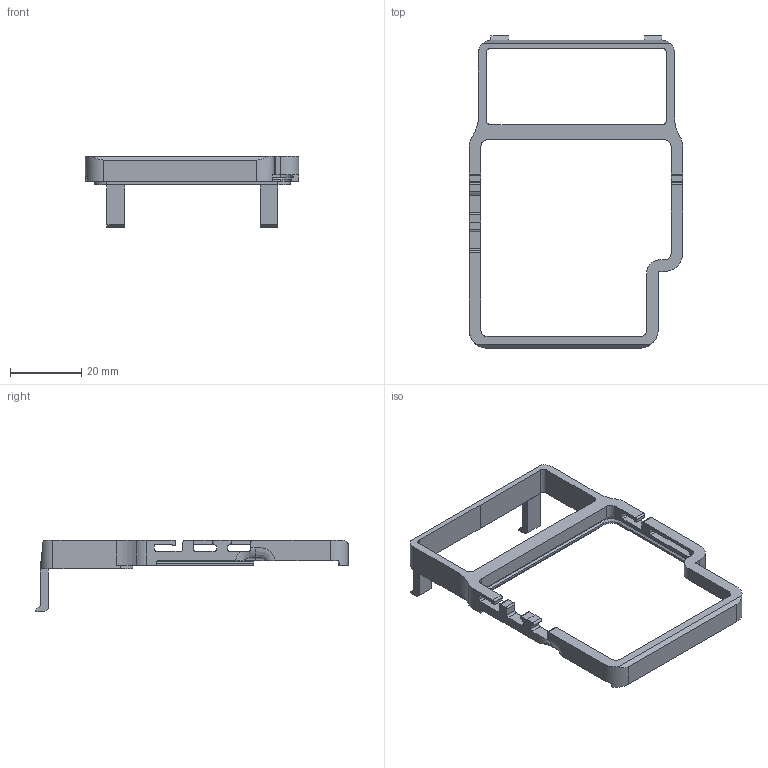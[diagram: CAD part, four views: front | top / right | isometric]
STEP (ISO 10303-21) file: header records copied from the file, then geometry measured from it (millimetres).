
FILE_DESCRIPTION(/* description */ (''),/* implementation_level */ '2;1');
FILE_NAME(/* name */ 'CLIP.step',/* time_stamp */ '2020-04-24T13:10:52+02:00',/* author */ (''),/* organization */ (''),/* preprocessor_version */ 'ST-DEVELOPER v18.1',/* originating_system */ 'Autodesk Translation Framework v9.2.0.1227',/* authorisation */ '');
FILE_SCHEMA (('AUTOMOTIVE_DESIGN { 1 0 10303 214 3 1 1 }'));
Length unit declared in the file: millimetre
Products named in the file (1): ClipFull3D
Bounding box: 59.84 x 87.64 x 19.95 mm (x, y, z)
Volume: 5837.9 mm3; surface area: 6987.3 mm2
Topology: 1 solids, 1 shells, 162 faces, 459 edges, 297 vertices
Faces by surface type: plane 93, cylinder 61, bspline 4, cone 4
Entity records: 5542 total; most frequent: CARTESIAN_POINT 1226, ORIENTED_EDGE 918, DIRECTION 888, EDGE_CURVE 459, LINE 314, VECTOR 314, VERTEX_POINT 297, AXIS2_PLACEMENT_3D 287
